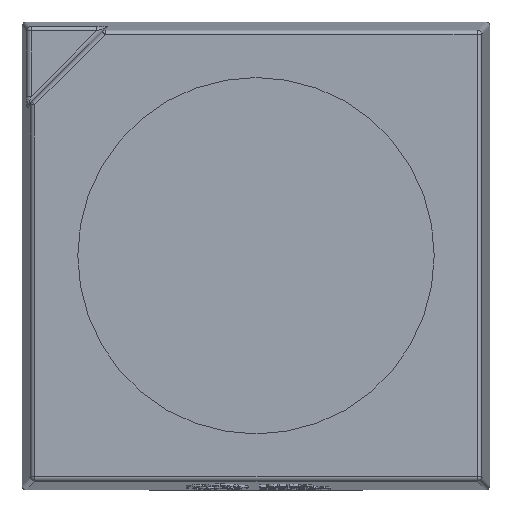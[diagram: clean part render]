
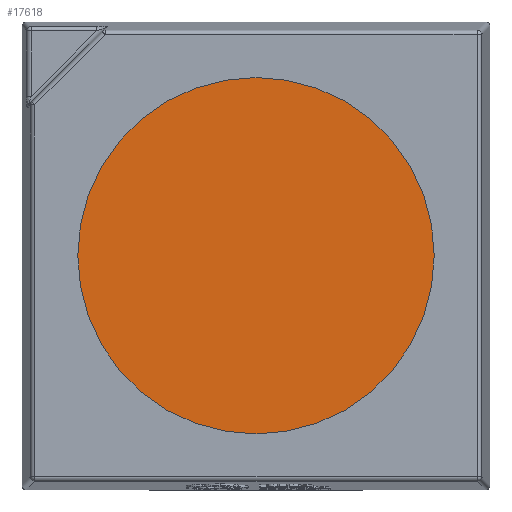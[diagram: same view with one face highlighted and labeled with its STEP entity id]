
A CAD part, top view. The second image highlights one B-rep face of the part: STEP entity #17618.
In plain terms, the highlighted planar face has unit normal (0, 0, 1).
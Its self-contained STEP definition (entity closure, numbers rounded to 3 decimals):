
#1479 = DIRECTION ( 'NONE',  ( 1., 0., 0. ) ) ;
#1583 = DIRECTION ( 'NONE',  ( 0., 0., 1. ) ) ;
#1590 = ORIENTED_EDGE ( 'NONE', *, *, #1998, .T. ) ;
#1998 = EDGE_CURVE ( 'NONE', #19870, #6932, #8510, .T. ) ;
#2853 = DIRECTION ( 'NONE',  ( 0., 0., 1. ) ) ;
#3111 = CARTESIAN_POINT ( 'NONE',  ( 0., 0., 0.95 ) ) ;
#5942 = DIRECTION ( 'NONE',  ( 0., 0., 1. ) ) ;
#6229 = EDGE_CURVE ( 'NONE', #6932, #19870, #11304, .T. ) ;
#6754 = AXIS2_PLACEMENT_3D ( 'NONE', #3111, #1583, #1479 ) ;
#6932 = VERTEX_POINT ( 'NONE', #19378 ) ;
#8510 = CIRCLE ( 'NONE', #14720, 0.8 ) ;
#9280 = DIRECTION ( 'NONE',  ( 1., 0., 0. ) ) ;
#9407 = CARTESIAN_POINT ( 'NONE',  ( 0., 0., 0.95 ) ) ;
#11304 = CIRCLE ( 'NONE', #11985, 0.8 ) ;
#11424 = FACE_OUTER_BOUND ( 'NONE', #15888, .T. ) ;
#11985 = AXIS2_PLACEMENT_3D ( 'NONE', #9407, #2853, #19282 ) ;
#14394 = PLANE ( 'NONE',  #6754 ) ;
#14720 = AXIS2_PLACEMENT_3D ( 'NONE', #17647, #5942, #9280 ) ;
#15888 = EDGE_LOOP ( 'NONE', ( #1590, #20175 ) ) ;
#17179 = CARTESIAN_POINT ( 'NONE',  ( -0.8, 0., 0.95 ) ) ;
#17618 = ADVANCED_FACE ( 'NONE', ( #11424 ), #14394, .T. ) ;
#17647 = CARTESIAN_POINT ( 'NONE',  ( 0., 0., 0.95 ) ) ;
#19282 = DIRECTION ( 'NONE',  ( 1., 0., 0. ) ) ;
#19378 = CARTESIAN_POINT ( 'NONE',  ( 0.8, 0., 0.95 ) ) ;
#19870 = VERTEX_POINT ( 'NONE', #17179 ) ;
#20175 = ORIENTED_EDGE ( 'NONE', *, *, #6229, .T. ) ;
